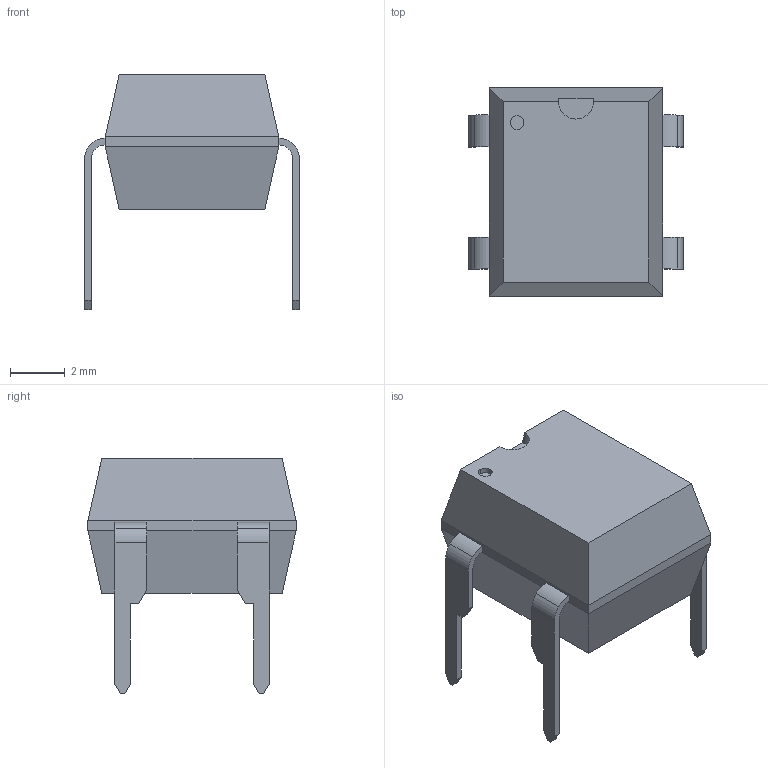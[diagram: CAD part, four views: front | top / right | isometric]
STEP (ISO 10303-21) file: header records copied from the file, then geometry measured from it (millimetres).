
FILE_DESCRIPTION((''),'2;1');
FILE_NAME('DIP6-300_4.stp','2008-07-15T15:28:47',(''),(''),'Mechanical Desktop 2006','Mechanical Desktop 2006',', , ');
FILE_SCHEMA(('AUTOMOTIVE_DESIGN { 1 2 10303 214 0 1 1 1 }'));
Length unit declared in the file: millimetre
Products named in the file (12): DIP6-300_4; PRODUCT; ABSR1; ABSR11; ABSR13; ABSR14; ABSR16; *U8; *U6; *U5; *U3; *U2
Assembly tree (6 placements, depth 3):
  DIP6-300_4
    PRODUCT
      ABSR1
      ABSR11
      ABSR13
      ABSR14
      ABSR16
  *U8
  *U6
  *U5
  *U3
Bounding box: 7.87 x 7.62 x 8.63 mm (x, y, z)
Volume: 427.5 mm3; surface area: 523.7 mm2
Topology: 10 solids, 10 shells, 180 faces, 454 edges, 296 vertices
Faces by surface type: plane 106, cylinder 40, bspline 34
Entity records: 5553 total; most frequent: CARTESIAN_POINT 1044, ORIENTED_EDGE 908, DIRECTION 850, EDGE_CURVE 454, VECTOR 374, LINE 374, VERTEX_POINT 296, AXIS2_PLACEMENT_3D 238
